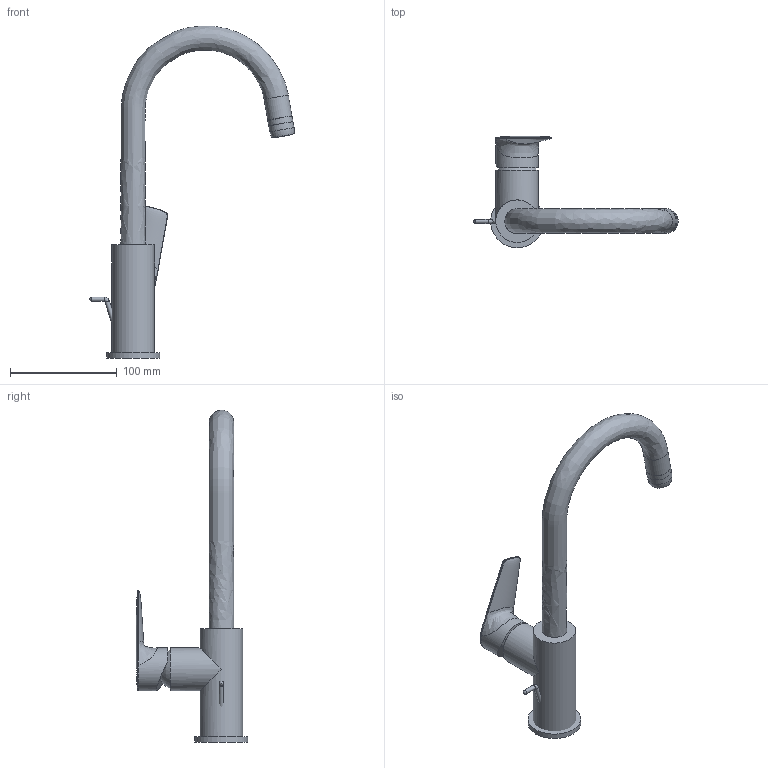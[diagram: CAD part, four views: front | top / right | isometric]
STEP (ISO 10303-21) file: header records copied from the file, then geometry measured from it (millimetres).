
FILE_DESCRIPTION(/* description */ ('Unknown'),/* implementation_level */ '2;1');
FILE_NAME(/* name */ '23760001',/* time_stamp */ '2022-09-08T15:51:22+02:00',/* author */ ('Unknown'),/* organization */ ('GROHE AG'),/* preprocessor_version */ 'ST-DEVELOPER v16.7',/* originating_system */ 'DEX',/* authorisation */ $);
FILE_SCHEMA (('AUTOMOTIVE_DESIGN {1 0 10303 214 3 1 1}'));
Length unit declared in the file: millimetre
Products named in the file (9): 23760001; 23760001_0; A5.4132.0 Kundenmodell; 23760001_1; 23760001_2; 23760001_3; 23760001_4; 23760001_5
Assembly tree (8 placements, depth 2):
  23760001
    23760001
    23760001_0
    A5.4132.0 Kundenmodell
    23760001_1
    23760001_2
    23760001_3
    23760001_4
    23760001_5
Bounding box: 191.42 x 104.5 x 310.73 mm (x, y, z)
Volume: 382266.2 mm3; surface area: 70218.5 mm2
Topology: 8 solids, 8 shells, 2455 faces, 7635 edges, 5078 vertices
Faces by surface type: plane 2195, cylinder 207, cone 30, bspline 12, torus 9, sphere 2
Full cylindrical faces by diameter (mm): 2 x1, 4 x3, 4.6 x1, 5.6 x1, 8 x1, 9.9 x1, 11 x1, 11.5 x1, 13.025 x1, 13.9 x1, 13.95 x1, 17 x1, 18 x1, 18.096 x1, 20 x1, 20.1 x2, 20.9 x2, 20.917 x1, 21.1 x1, 22.2 x1, 23 x3, 29.5 x1, 34.8 x1, 36.9 x2, 40 x3, 49.5 x1
Entity records: 110809 total; most frequent: CARTESIAN_POINT 30163, ORIENTED_EDGE 15078, DIRECTION 10393, EDGE_CURVE 7539, VERTEX_POINT 5045, LINE 3675, VECTOR 3675, AXIS2_PLACEMENT_3D 3359
